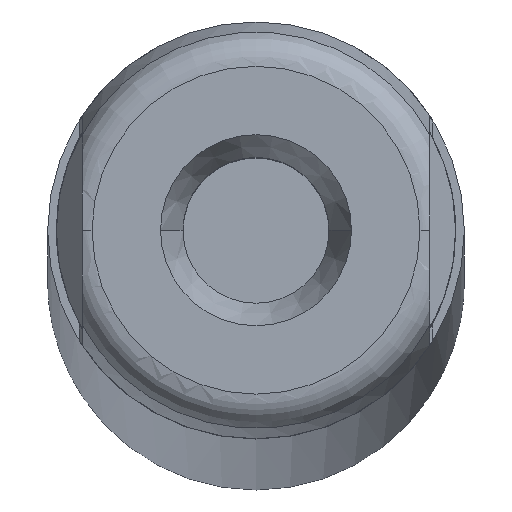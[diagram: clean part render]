
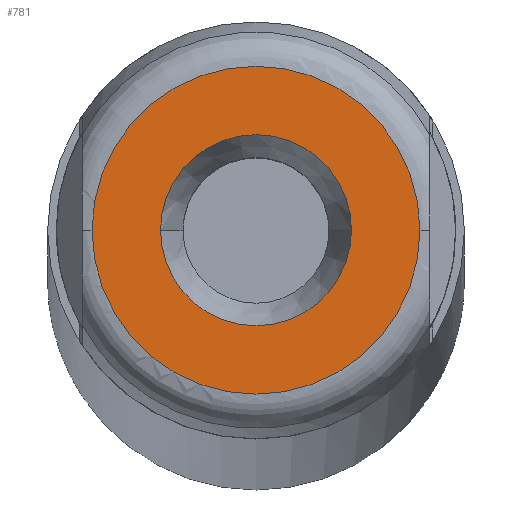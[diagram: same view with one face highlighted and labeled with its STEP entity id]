
A CAD part, top view. The second image highlights one B-rep face of the part: STEP entity #781.
In plain terms, the highlighted planar face has unit normal (0, 0, 1).
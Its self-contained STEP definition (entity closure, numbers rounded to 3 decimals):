
#12 = EDGE_CURVE ( 'NONE', #423, #1186, #214, .T. ) ;
#14 = ORIENTED_EDGE ( 'NONE', *, *, #12, .T. ) ;
#19 = ORIENTED_EDGE ( 'NONE', *, *, #1142, .F. ) ;
#63 = VERTEX_POINT ( 'NONE', #463 ) ;
#95 = ORIENTED_EDGE ( 'NONE', *, *, #1169, .T. ) ;
#175 = FACE_BOUND ( 'NONE', #985, .T. ) ;
#176 = FACE_OUTER_BOUND ( 'NONE', #1161, .T. ) ;
#177 = PLANE ( 'NONE',  #178 ) ;
#178 = AXIS2_PLACEMENT_3D ( 'NONE', #179, #180, #181 ) ;
#179 = CARTESIAN_POINT ( 'NONE',  ( 0., 0., 0. ) ) ;
#180 = DIRECTION ( 'NONE',  ( 0., 0., -1. ) ) ;
#181 = DIRECTION ( 'NONE',  ( -1., 0., 0. ) ) ;
#214 = CIRCLE ( 'NONE', #215, 4.72 ) ;
#215 = AXIS2_PLACEMENT_3D ( 'NONE', #216, #217, #218 ) ;
#216 = CARTESIAN_POINT ( 'NONE',  ( 0., 0., 0. ) ) ;
#217 = DIRECTION ( 'NONE',  ( 0., 0., 1. ) ) ;
#218 = DIRECTION ( 'NONE',  ( 1., 0., 0. ) ) ;
#423 = VERTEX_POINT ( 'NONE', #712 ) ;
#425 = CARTESIAN_POINT ( 'NONE',  ( 4.72, 0., 0. ) ) ;
#463 = CARTESIAN_POINT ( 'NONE',  ( -2.75, 0., 0. ) ) ;
#530 = CIRCLE ( 'NONE', #531, 2.75 ) ;
#531 = AXIS2_PLACEMENT_3D ( 'NONE', #532, #533, #534 ) ;
#532 = CARTESIAN_POINT ( 'NONE',  ( 0., 0., 0. ) ) ;
#533 = DIRECTION ( 'NONE',  ( 0., 0., 1. ) ) ;
#534 = DIRECTION ( 'NONE',  ( 1., 0., 0. ) ) ;
#712 = CARTESIAN_POINT ( 'NONE',  ( -4.72, 0., 0. ) ) ;
#781 = ADVANCED_FACE ( 'NONE', ( #175, #176 ), #177, .F. ) ;
#847 = CIRCLE ( 'NONE', #848, 2.75 ) ;
#848 = AXIS2_PLACEMENT_3D ( 'NONE', #849, #850, #851 ) ;
#849 = CARTESIAN_POINT ( 'NONE',  ( 0., 0., 0. ) ) ;
#850 = DIRECTION ( 'NONE',  ( 0., 0., 1. ) ) ;
#851 = DIRECTION ( 'NONE',  ( 1., 0., 0. ) ) ;
#893 = CARTESIAN_POINT ( 'NONE',  ( 2.75, 0., 0. ) ) ;
#985 = EDGE_LOOP ( 'NONE', ( #19, #1248 ) ) ;
#1030 = CIRCLE ( 'NONE', #1031, 4.72 ) ;
#1031 = AXIS2_PLACEMENT_3D ( 'NONE', #1032, #1033, #1034 ) ;
#1032 = CARTESIAN_POINT ( 'NONE',  ( 0., 0., 0. ) ) ;
#1033 = DIRECTION ( 'NONE',  ( 0., 0., 1. ) ) ;
#1034 = DIRECTION ( 'NONE',  ( 1., 0., 0. ) ) ;
#1142 = EDGE_CURVE ( 'NONE', #1256, #63, #847, .T. ) ;
#1161 = EDGE_LOOP ( 'NONE', ( #95, #14 ) ) ;
#1169 = EDGE_CURVE ( 'NONE', #1186, #423, #1030, .T. ) ;
#1186 = VERTEX_POINT ( 'NONE', #425 ) ;
#1202 = EDGE_CURVE ( 'NONE', #63, #1256, #530, .T. ) ;
#1248 = ORIENTED_EDGE ( 'NONE', *, *, #1202, .F. ) ;
#1256 = VERTEX_POINT ( 'NONE', #893 ) ;
